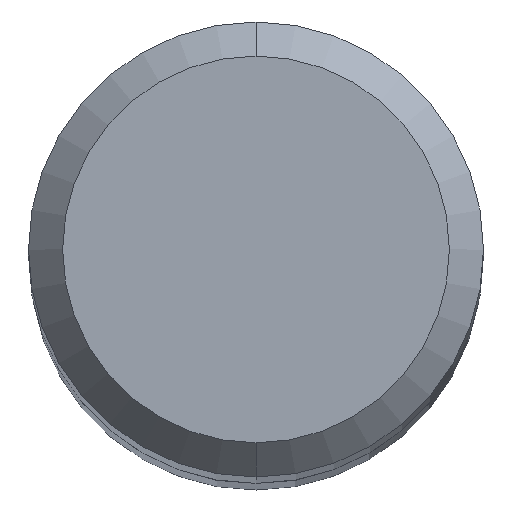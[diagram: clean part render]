
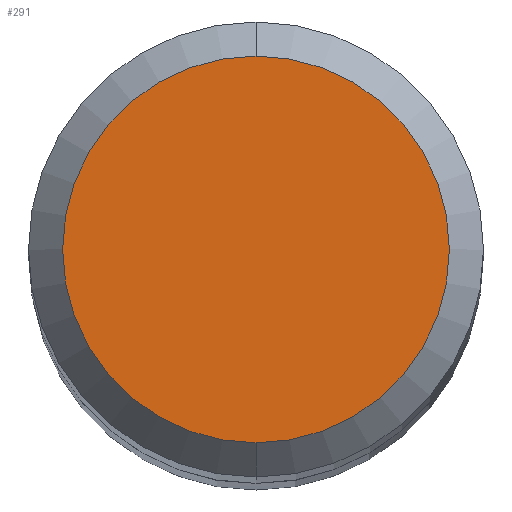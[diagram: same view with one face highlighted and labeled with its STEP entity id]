
A CAD part, top view. The second image highlights one B-rep face of the part: STEP entity #291.
In plain terms, the highlighted planar face has unit normal (0, 0, 1).
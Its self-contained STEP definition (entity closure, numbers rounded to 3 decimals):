
#221=EDGE_CURVE('',#329,#351,#533,.T.);
#291=ADVANCED_FACE('',(#608),#609,.T.);
#329=VERTEX_POINT('',#650);
#351=VERTEX_POINT('',#676);
#419=EDGE_CURVE('',#351,#329,#748,.T.);
#533=CIRCLE('',#916,1.7);
#608=FACE_OUTER_BOUND('',#1090,.T.);
#609=PLANE('',#1091);
#650=CARTESIAN_POINT('',(0.0,1.7,0.0));
#676=CARTESIAN_POINT('',(0.,-1.7,0.0));
#748=CIRCLE('',#1346,1.7);
#916=AXIS2_PLACEMENT_3D('',#1500,#1501,#1502);
#1090=EDGE_LOOP('',(#1561,#1562));
#1091=AXIS2_PLACEMENT_3D('',#1563,#1564,#1565);
#1346=AXIS2_PLACEMENT_3D('',#1705,#1706,#1707);
#1500=CARTESIAN_POINT('',(0.0,0.0,0.0));
#1501=DIRECTION('',(0.0,0.0,-1.0));
#1502=DIRECTION('',(0.0,1.0,0.0));
#1561=ORIENTED_EDGE('',*,*,#221,.F.);
#1562=ORIENTED_EDGE('',*,*,#419,.F.);
#1563=CARTESIAN_POINT('',(0.0,0.85,0.0));
#1564=DIRECTION('',(-0.0,0.0,1.0));
#1565=DIRECTION('',(0.0,-1.0,0.0));
#1705=CARTESIAN_POINT('',(0.0,0.0,0.0));
#1706=DIRECTION('',(0.0,0.0,-1.0));
#1707=DIRECTION('',(0.0,1.0,0.0));
